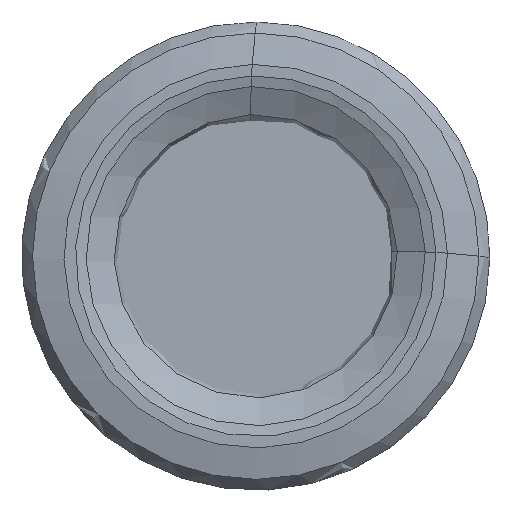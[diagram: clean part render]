
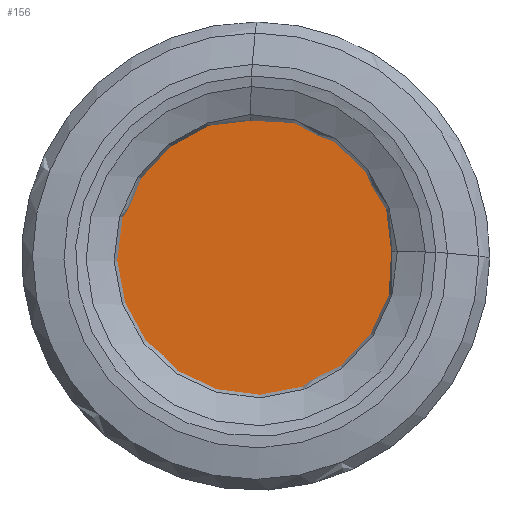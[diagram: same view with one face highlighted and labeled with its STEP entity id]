
A CAD part, left-side view. The second image highlights one B-rep face of the part: STEP entity #156.
In plain terms, the highlighted planar face has unit normal (-1, 0, 0).
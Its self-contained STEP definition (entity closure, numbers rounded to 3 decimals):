
#108=PLANE('',#730);
#156=ADVANCED_FACE('',(#217),#108,.F.);
#217=FACE_OUTER_BOUND('',#281,.T.);
#281=EDGE_LOOP('',(#488));
#334=CIRCLE('',#728,20.234);
#488=ORIENTED_EDGE('',*,*,#612,.T.);
#535=VERTEX_POINT('',#1479);
#612=EDGE_CURVE('',#535,#535,#334,.T.);
#728=AXIS2_PLACEMENT_3D('',#1478,#892,#893);
#730=AXIS2_PLACEMENT_3D('',#1481,#896,#897);
#892=DIRECTION('',(-1.,0.,0.));
#893=DIRECTION('',(0.,0.,1.));
#896=DIRECTION('',(1.,0.,0.));
#897=DIRECTION('',(0.,0.,-1.));
#1478=CARTESIAN_POINT('',(3.5,0.,0.));
#1479=CARTESIAN_POINT('',(3.5,0.,20.234));
#1481=CARTESIAN_POINT('',(3.5,20.234,0.));
